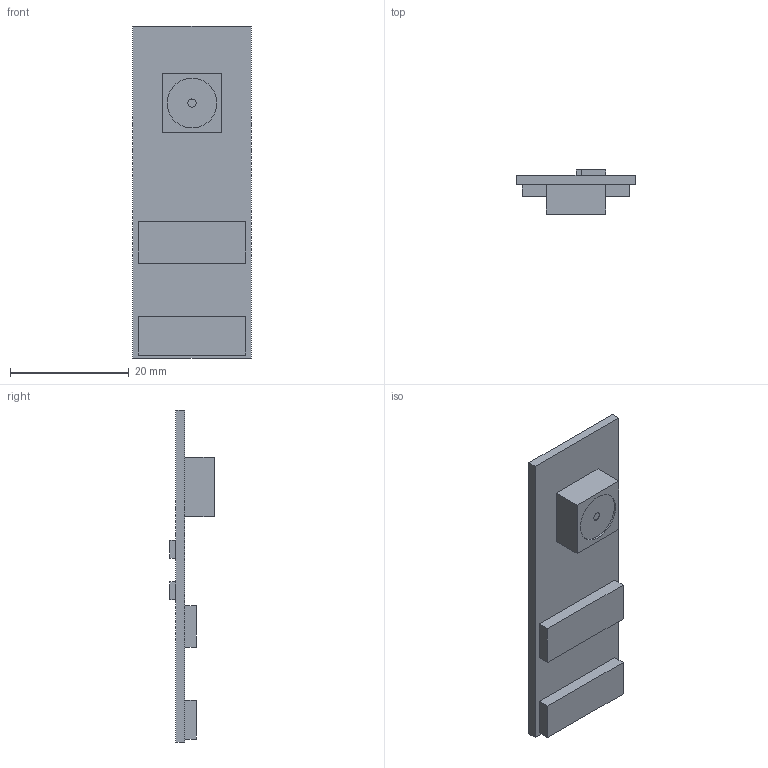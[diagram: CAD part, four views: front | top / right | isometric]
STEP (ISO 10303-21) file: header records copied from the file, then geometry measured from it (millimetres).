
FILE_DESCRIPTION (( 'STEP AP214' ), '1' );
FILE_NAME ('opi_camera_2mp.STEP', '2020-09-02T14:59:34', ( '' ), ( '' ), 'SwSTEP 2.0', 'SolidWorks 2018', '' );
FILE_SCHEMA (( 'AUTOMOTIVE_DESIGN' ));
Length unit declared in the file: millimetre
Products named in the file (1): opi_camera_2mp
Bounding box: 20 x 7.5 x 56 mm (x, y, z)
Volume: 2674.6 mm3; surface area: 2902.8 mm2
Topology: 1 solids, 1 shells, 37 faces, 84 edges, 56 vertices
Faces by surface type: plane 33, cylinder 4
Entity records: 1302 total; most frequent: CARTESIAN_POINT 178, ORIENTED_EDGE 168, DIRECTION 168, EDGE_CURVE 84, VECTOR 76, LINE 76, VERTEX_POINT 56, AXIS2_PLACEMENT_3D 46
